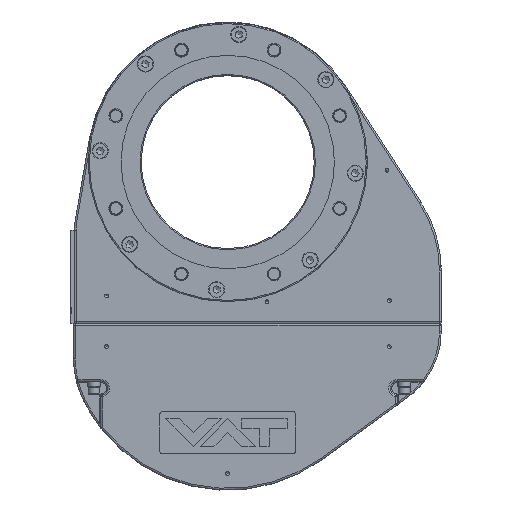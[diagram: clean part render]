
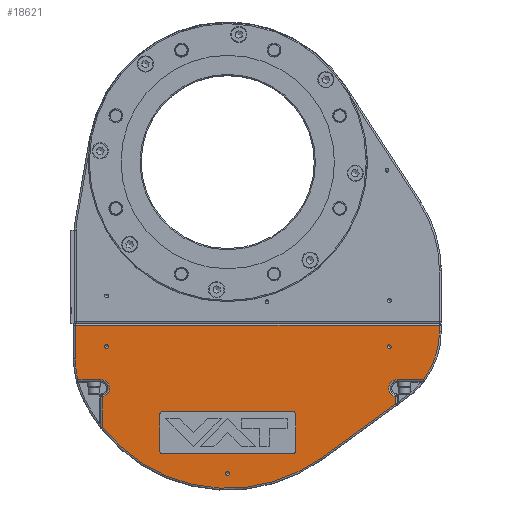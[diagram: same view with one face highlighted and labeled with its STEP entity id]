
A CAD part, top view. The second image highlights one B-rep face of the part: STEP entity #18621.
In plain terms, the highlighted face is planar.
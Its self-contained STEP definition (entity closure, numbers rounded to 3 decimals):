
#8406=LINE('',#68456,#11105);
#8407=LINE('',#68459,#11106);
#8408=LINE('',#68461,#11107);
#8409=LINE('',#68465,#11108);
#8410=LINE('',#68469,#11109);
#8411=LINE('',#68473,#11110);
#8412=LINE('',#68475,#11111);
#8413=LINE('',#68479,#11112);
#11105=VECTOR('',#53985,1.);
#11106=VECTOR('',#53986,1.);
#11107=VECTOR('',#53987,1.);
#11108=VECTOR('',#53990,1.);
#11109=VECTOR('',#53993,1.);
#11110=VECTOR('',#53996,1.);
#11111=VECTOR('',#53997,1.);
#11112=VECTOR('',#54000,1.);
#16171=PLANE('',#47212);
#18621=ADVANCED_FACE('',(#20745,#20746,#20747,#20748),#16171,.T.);
#20745=FACE_BOUND('',#23435,.T.);
#20746=FACE_BOUND('',#23436,.T.);
#20747=FACE_BOUND('',#23437,.T.);
#20748=FACE_BOUND('',#23438,.T.);
#23435=EDGE_LOOP('',(#30129,#30130,#30131,#30132,#30133,#30134,#30135,#30136,
#30137,#30138,#30139,#30140,#30141));
#23436=EDGE_LOOP('',(#30142));
#23437=EDGE_LOOP('',(#30143));
#23438=EDGE_LOOP('',(#30144));
#30129=ORIENTED_EDGE('',*,*,#41325,.T.);
#30130=ORIENTED_EDGE('',*,*,#41326,.T.);
#30131=ORIENTED_EDGE('',*,*,#41327,.T.);
#30132=ORIENTED_EDGE('',*,*,#41328,.T.);
#30133=ORIENTED_EDGE('',*,*,#41329,.T.);
#30134=ORIENTED_EDGE('',*,*,#41330,.T.);
#30135=ORIENTED_EDGE('',*,*,#41331,.T.);
#30136=ORIENTED_EDGE('',*,*,#41332,.T.);
#30137=ORIENTED_EDGE('',*,*,#41333,.T.);
#30138=ORIENTED_EDGE('',*,*,#41334,.T.);
#30139=ORIENTED_EDGE('',*,*,#41335,.T.);
#30140=ORIENTED_EDGE('',*,*,#41336,.T.);
#30141=ORIENTED_EDGE('',*,*,#41337,.T.);
#30142=ORIENTED_EDGE('',*,*,#41338,.T.);
#30143=ORIENTED_EDGE('',*,*,#41339,.T.);
#30144=ORIENTED_EDGE('',*,*,#41340,.T.);
#36961=VERTEX_POINT('',#68457);
#36962=VERTEX_POINT('',#68458);
#36963=VERTEX_POINT('',#68460);
#36964=VERTEX_POINT('',#68462);
#36965=VERTEX_POINT('',#68464);
#36966=VERTEX_POINT('',#68466);
#36967=VERTEX_POINT('',#68468);
#36968=VERTEX_POINT('',#68470);
#36969=VERTEX_POINT('',#68472);
#36970=VERTEX_POINT('',#68474);
#36971=VERTEX_POINT('',#68476);
#36972=VERTEX_POINT('',#68478);
#36973=VERTEX_POINT('',#68480);
#36974=VERTEX_POINT('',#68483);
#36975=VERTEX_POINT('',#68485);
#36976=VERTEX_POINT('',#68487);
#41325=EDGE_CURVE('',#36961,#36962,#8406,.T.);
#41326=EDGE_CURVE('',#36962,#36963,#8407,.T.);
#41327=EDGE_CURVE('',#36963,#36964,#8408,.T.);
#41328=EDGE_CURVE('',#36964,#36965,#44568,.T.);
#41329=EDGE_CURVE('',#36965,#36966,#8409,.T.);
#41330=EDGE_CURVE('',#36966,#36967,#44569,.T.);
#41331=EDGE_CURVE('',#36967,#36968,#8410,.T.);
#41332=EDGE_CURVE('',#36968,#36969,#44570,.T.);
#41333=EDGE_CURVE('',#36969,#36970,#8411,.T.);
#41334=EDGE_CURVE('',#36970,#36971,#8412,.T.);
#41335=EDGE_CURVE('',#36971,#36972,#44571,.T.);
#41336=EDGE_CURVE('',#36972,#36973,#8413,.T.);
#41337=EDGE_CURVE('',#36973,#36961,#44572,.T.);
#41338=EDGE_CURVE('',#36974,#36974,#44573,.T.);
#41339=EDGE_CURVE('',#36975,#36975,#44574,.T.);
#41340=EDGE_CURVE('',#36976,#36976,#44575,.T.);
#44568=CIRCLE('',#47204,78.5);
#44569=CIRCLE('',#47205,7.5);
#44570=CIRCLE('',#47206,137.8);
#44571=CIRCLE('',#47207,7.5);
#44572=CIRCLE('',#47208,68.5);
#44573=CIRCLE('',#47209,1.65);
#44574=CIRCLE('',#47210,1.65);
#44575=CIRCLE('',#47211,1.65);
#47204=AXIS2_PLACEMENT_3D('',#68463,#53988,#53989);
#47205=AXIS2_PLACEMENT_3D('',#68467,#53991,#53992);
#47206=AXIS2_PLACEMENT_3D('',#68471,#53994,#53995);
#47207=AXIS2_PLACEMENT_3D('',#68477,#53998,#53999);
#47208=AXIS2_PLACEMENT_3D('',#68481,#54001,#54002);
#47209=AXIS2_PLACEMENT_3D('',#68482,#54003,#54004);
#47210=AXIS2_PLACEMENT_3D('',#68484,#54005,#54006);
#47211=AXIS2_PLACEMENT_3D('',#68486,#54007,#54008);
#47212=AXIS2_PLACEMENT_3D('',#68488,#54009,#54010);
#53985=DIRECTION('',(0.,1.,0.));
#53986=DIRECTION('',(1.,0.,0.));
#53987=DIRECTION('',(0.,-1.,0.));
#53988=DIRECTION('',(0.,0.,-1.));
#53989=DIRECTION('',(-1.,0.,0.));
#53990=DIRECTION('',(-1.,0.,0.));
#53991=DIRECTION('',(0.,0.,1.));
#53992=DIRECTION('',(-1.,0.,0.));
#53993=DIRECTION('',(0.,-1.,0.));
#53994=DIRECTION('',(0.,0.,-1.));
#53995=DIRECTION('',(-1.,0.,0.));
#53996=DIRECTION('',(-0.809,0.588,0.));
#53997=DIRECTION('',(0.,1.,0.));
#53998=DIRECTION('',(0.,0.,1.));
#53999=DIRECTION('',(-1.,0.,0.));
#54000=DIRECTION('',(-1.,0.,0.));
#54001=DIRECTION('',(0.,0.,-1.));
#54002=DIRECTION('',(-1.,0.,0.));
#54003=DIRECTION('',(0.,0.,1.));
#54004=DIRECTION('',(1.,0.,0.));
#54005=DIRECTION('',(0.,0.,1.));
#54006=DIRECTION('',(1.,0.,0.));
#54007=DIRECTION('',(0.,0.,1.));
#54008=DIRECTION('',(1.,0.,0.));
#54009=DIRECTION('',(0.,0.,-1.));
#54010=DIRECTION('',(-1.,0.,0.));
#68456=CARTESIAN_POINT('',(-183.5,-5.,0.));
#68457=CARTESIAN_POINT('',(-183.5,-7.107,0.));
#68458=CARTESIAN_POINT('',(-183.5,-1.5,0.));
#68459=CARTESIAN_POINT('',(0.,-1.5,0.));
#68460=CARTESIAN_POINT('',(132.,-1.5,0.));
#68461=CARTESIAN_POINT('',(132.,-5.,0.));
#68462=CARTESIAN_POINT('',(132.,-30.578,0.));
#68463=CARTESIAN_POINT('',(53.5,-30.578,0.));
#68464=CARTESIAN_POINT('',(129.927,-48.5,0.));
#68465=CARTESIAN_POINT('',(110.,-48.5,0.));
#68466=CARTESIAN_POINT('',(110.,-48.5,0.));
#68467=CARTESIAN_POINT('',(110.,-56.,0.));
#68468=CARTESIAN_POINT('',(108.5,-63.348,0.));
#68469=CARTESIAN_POINT('',(108.5,-89.951,0.));
#68470=CARTESIAN_POINT('',(108.5,-89.951,0.));
#68471=CARTESIAN_POINT('',(0.,-5.,0.));
#68472=CARTESIAN_POINT('',(-80.997,-116.483,0.));
#68473=CARTESIAN_POINT('',(-80.997,-116.483,0.));
#68474=CARTESIAN_POINT('',(-145.5,-69.618,0.));
#68475=CARTESIAN_POINT('',(-145.5,-63.348,0.));
#68476=CARTESIAN_POINT('',(-145.5,-63.348,0.));
#68477=CARTESIAN_POINT('',(-147.,-56.,0.));
#68478=CARTESIAN_POINT('',(-147.,-48.5,0.));
#68479=CARTESIAN_POINT('',(-169.579,-48.5,0.));
#68480=CARTESIAN_POINT('',(-169.579,-48.5,0.));
#68481=CARTESIAN_POINT('',(-115.,-7.107,0.));
#68482=CARTESIAN_POINT('',(105.,-20.,0.));
#68483=CARTESIAN_POINT('',(106.65,-20.,0.));
#68484=CARTESIAN_POINT('',(0.,-130.,0.));
#68485=CARTESIAN_POINT('',(1.65,-130.,0.));
#68486=CARTESIAN_POINT('',(-140.,-20.,0.));
#68487=CARTESIAN_POINT('',(-138.35,-20.,0.));
#68488=CARTESIAN_POINT('',(0.,-5.,0.));
